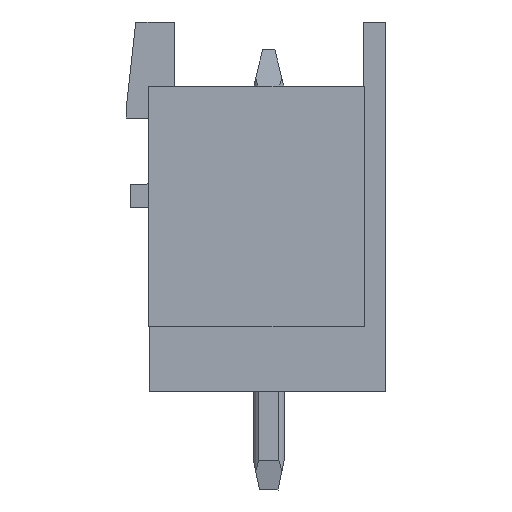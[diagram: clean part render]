
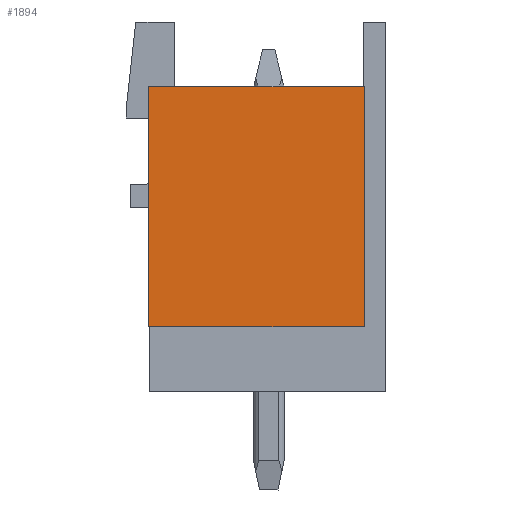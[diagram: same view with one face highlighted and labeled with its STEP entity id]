
A CAD part, left-side view. The second image highlights one B-rep face of the part: STEP entity #1894.
In plain terms, the highlighted planar face has unit normal (-1, 0, 0).
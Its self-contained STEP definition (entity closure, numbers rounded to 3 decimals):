
#1886=AXIS2_PLACEMENT_3D('Plane Axis2P3D',#1883,#1884,#1885) ;
#1210=CARTESIAN_POINT('Vertex',(0.,0.7,5.3)) ;
#1252=CARTESIAN_POINT('Vertex',(0.,0.7,13.1)) ;
#1255=CARTESIAN_POINT('Line Origine',(0.,0.7,9.2)) ;
#1749=CARTESIAN_POINT('Line Origine',(0.,7.7,9.2)) ;
#1753=CARTESIAN_POINT('Vertex',(0.,7.7,5.3)) ;
#1755=CARTESIAN_POINT('Vertex',(0.,7.7,13.1)) ;
#1820=CARTESIAN_POINT('Line Origine',(0.,4.2,5.3)) ;
#1871=CARTESIAN_POINT('Line Origine',(0.,4.2,13.1)) ;
#1883=CARTESIAN_POINT('Axis2P3D Location',(0.,0.,13.1)) ;
#1256=DIRECTION('Vector Direction',(0.,0.,-1.)) ;
#1750=DIRECTION('Vector Direction',(0.,0.,-1.)) ;
#1821=DIRECTION('Vector Direction',(0.,1.,0.)) ;
#1872=DIRECTION('Vector Direction',(0.,1.,0.)) ;
#1884=DIRECTION('Axis2P3D Direction',(1.,-0.,0.)) ;
#1885=DIRECTION('Axis2P3D XDirection',(0.,0.,-1.)) ;
#1257=VECTOR('Line Direction',#1256,1.) ;
#1751=VECTOR('Line Direction',#1750,1.) ;
#1822=VECTOR('Line Direction',#1821,1.) ;
#1873=VECTOR('Line Direction',#1872,1.) ;
#1889=ORIENTED_EDGE('',*,*,#1824,.F.) ;
#1890=ORIENTED_EDGE('',*,*,#1259,.T.) ;
#1891=ORIENTED_EDGE('',*,*,#1875,.T.) ;
#1892=ORIENTED_EDGE('',*,*,#1757,.F.) ;
#1894=ADVANCED_FACE('Housing',(#1893),#1887,.F.) ;
#1259=EDGE_CURVE('',#1211,#1253,#1258,.F.) ;
#1757=EDGE_CURVE('',#1754,#1756,#1752,.F.) ;
#1824=EDGE_CURVE('',#1211,#1754,#1823,.T.) ;
#1875=EDGE_CURVE('',#1253,#1756,#1874,.T.) ;
#1888=EDGE_LOOP('',(#1889,#1890,#1891,#1892)) ;
#1893=FACE_OUTER_BOUND('',#1888,.T.) ;
#1258=LINE('Line',#1255,#1257) ;
#1752=LINE('Line',#1749,#1751) ;
#1823=LINE('Line',#1820,#1822) ;
#1874=LINE('Line',#1871,#1873) ;
#1887=PLANE('',#1886) ;
#1211=VERTEX_POINT('',#1210) ;
#1253=VERTEX_POINT('',#1252) ;
#1754=VERTEX_POINT('',#1753) ;
#1756=VERTEX_POINT('',#1755) ;
